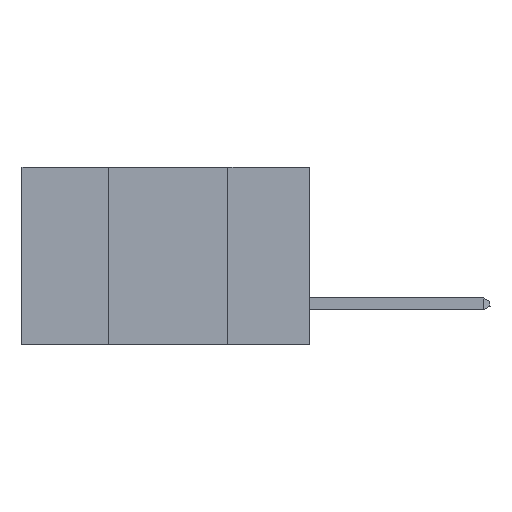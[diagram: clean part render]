
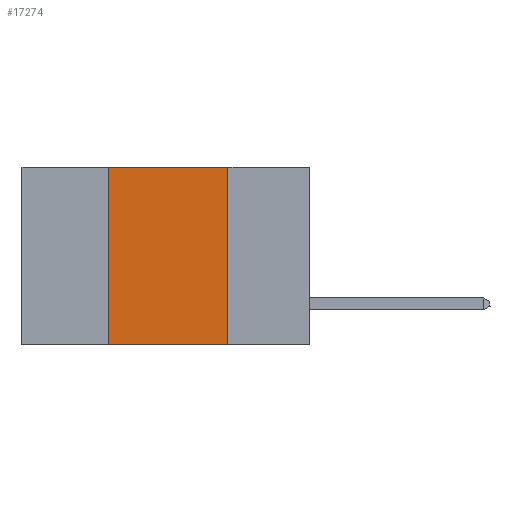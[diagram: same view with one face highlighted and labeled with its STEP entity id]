
A CAD part, left-side view. The second image highlights one B-rep face of the part: STEP entity #17274.
In plain terms, the highlighted planar face has unit normal (-1, 0, 0).
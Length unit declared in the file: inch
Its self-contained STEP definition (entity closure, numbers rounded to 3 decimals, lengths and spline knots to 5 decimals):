
#1421 = DIRECTION ( 'NONE',  ( 1., 0., 0. ) ) ;
#3113 = EDGE_CURVE ( 'NONE', #14590, #13046, #16952, .T. ) ;
#3628 = LINE ( 'NONE', #15371, #7364 ) ;
#3697 = ORIENTED_EDGE ( 'NONE', *, *, #13015, .F. ) ;
#3813 = ORIENTED_EDGE ( 'NONE', *, *, #3113, .T. ) ;
#5488 = EDGE_CURVE ( 'NONE', #14590, #15026, #3628, .T. ) ;
#5522 = CARTESIAN_POINT ( 'NONE',  ( 0., 0.17, 0. ) ) ;
#5588 = FACE_OUTER_BOUND ( 'NONE', #18506, .T. ) ;
#5894 = DIRECTION ( 'NONE',  ( 0., 0., 1. ) ) ;
#6416 = DIRECTION ( 'NONE',  ( 0., -1., 0. ) ) ;
#6474 = CARTESIAN_POINT ( 'NONE',  ( 0., 0.6, 0. ) ) ;
#6947 = ORIENTED_EDGE ( 'NONE', *, *, #17022, .F. ) ;
#7364 = VECTOR ( 'NONE', #5894, 39.37008 ) ;
#9423 = PLANE ( 'NONE',  #14564 ) ;
#9484 = VECTOR ( 'NONE', #6416, 39.37008 ) ;
#9533 = DIRECTION ( 'NONE',  ( 0., -1., 0. ) ) ;
#11726 = LINE ( 'NONE', #19099, #20190 ) ;
#12478 = CARTESIAN_POINT ( 'NONE',  ( 0., 0.17, -0.37 ) ) ;
#13015 = EDGE_CURVE ( 'NONE', #15026, #18288, #11726, .T. ) ;
#13046 = VERTEX_POINT ( 'NONE', #12478 ) ;
#13097 = CARTESIAN_POINT ( 'NONE',  ( 0., 0.42, 0. ) ) ;
#13330 = CARTESIAN_POINT ( 'NONE',  ( 0., 0.42, -0.37 ) ) ;
#14250 = DIRECTION ( 'NONE',  ( 0., 0., -1. ) ) ;
#14564 = AXIS2_PLACEMENT_3D ( 'NONE', #6474, #1421, #14250 ) ;
#14590 = VERTEX_POINT ( 'NONE', #13330 ) ;
#14788 = ORIENTED_EDGE ( 'NONE', *, *, #5488, .F. ) ;
#15026 = VERTEX_POINT ( 'NONE', #13097 ) ;
#15342 = DIRECTION ( 'NONE',  ( 0., 0., -1. ) ) ;
#15371 = CARTESIAN_POINT ( 'NONE',  ( 0., 0.42, 0. ) ) ;
#15595 = LINE ( 'NONE', #5522, #18796 ) ;
#16099 = CARTESIAN_POINT ( 'NONE',  ( 0., 0.6, -0.37 ) ) ;
#16952 = LINE ( 'NONE', #16099, #9484 ) ;
#17022 = EDGE_CURVE ( 'NONE', #18288, #13046, #15595, .T. ) ;
#17274 = ADVANCED_FACE ( 'NONE', ( #5588 ), #9423, .F. ) ;
#18288 = VERTEX_POINT ( 'NONE', #20067 ) ;
#18506 = EDGE_LOOP ( 'NONE', ( #6947, #3697, #14788, #3813 ) ) ;
#18796 = VECTOR ( 'NONE', #15342, 39.37008 ) ;
#19099 = CARTESIAN_POINT ( 'NONE',  ( 0., 0.6, 0. ) ) ;
#20067 = CARTESIAN_POINT ( 'NONE',  ( 0., 0.17, 0. ) ) ;
#20190 = VECTOR ( 'NONE', #9533, 39.37008 ) ;
